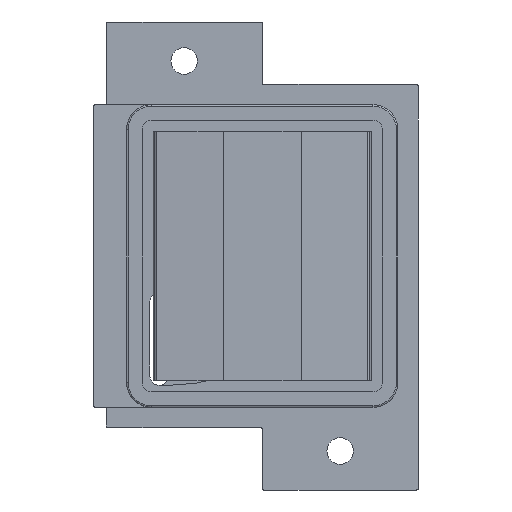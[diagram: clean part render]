
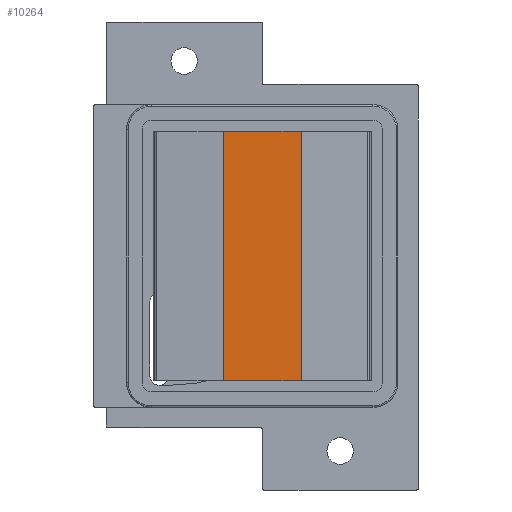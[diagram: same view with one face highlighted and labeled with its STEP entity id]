
A CAD part, front view. The second image highlights one B-rep face of the part: STEP entity #10264.
In plain terms, the highlighted planar face has unit normal (0, -1, 0).
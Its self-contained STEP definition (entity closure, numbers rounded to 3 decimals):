
#1160 = EDGE_LOOP ( 'NONE', ( #22532, #21980, #6856, #21372 ) ) ;
#1319 = LINE ( 'NONE', #4408, #20786 ) ;
#2367 = CARTESIAN_POINT ( 'NONE',  ( -12.5, -100., -40. ) ) ;
#4408 = CARTESIAN_POINT ( 'NONE',  ( 12.5, -100., 40. ) ) ;
#5545 = DIRECTION ( 'NONE',  ( 1., 0., 0. ) ) ;
#5767 = LINE ( 'NONE', #14863, #15145 ) ;
#6510 = CARTESIAN_POINT ( 'NONE',  ( 12.5, -100., 40. ) ) ;
#6856 = ORIENTED_EDGE ( 'NONE', *, *, #21592, .F. ) ;
#7339 = EDGE_CURVE ( 'NONE', #8461, #14023, #7494, .T. ) ;
#7494 = LINE ( 'NONE', #20451, #22356 ) ;
#8461 = VERTEX_POINT ( 'NONE', #2367 ) ;
#9641 = DIRECTION ( 'NONE',  ( 0., 0., -1. ) ) ;
#10166 = VERTEX_POINT ( 'NONE', #14130 ) ;
#10264 = ADVANCED_FACE ( 'NONE', ( #20018 ), #12413, .F. ) ;
#11323 = EDGE_CURVE ( 'NONE', #18507, #14023, #5767, .T. ) ;
#11614 = LINE ( 'NONE', #15459, #14656 ) ;
#12413 = PLANE ( 'NONE',  #18200 ) ;
#14023 = VERTEX_POINT ( 'NONE', #15758 ) ;
#14130 = CARTESIAN_POINT ( 'NONE',  ( -12.5, -100., 40. ) ) ;
#14656 = VECTOR ( 'NONE', #9641, 1000. ) ;
#14863 = CARTESIAN_POINT ( 'NONE',  ( 12.5, -100., 40. ) ) ;
#15145 = VECTOR ( 'NONE', #21493, 1000. ) ;
#15459 = CARTESIAN_POINT ( 'NONE',  ( -12.5, -100., 40. ) ) ;
#15758 = CARTESIAN_POINT ( 'NONE',  ( 12.5, -100., -40. ) ) ;
#17991 = DIRECTION ( 'NONE',  ( 1., 0., 0. ) ) ;
#18200 = AXIS2_PLACEMENT_3D ( 'NONE', #6510, #18377, #22009 ) ;
#18377 = DIRECTION ( 'NONE',  ( 0., 1., 0. ) ) ;
#18507 = VERTEX_POINT ( 'NONE', #24497 ) ;
#20018 = FACE_OUTER_BOUND ( 'NONE', #1160, .T. ) ;
#20451 = CARTESIAN_POINT ( 'NONE',  ( 12.5, -100., -40. ) ) ;
#20786 = VECTOR ( 'NONE', #17991, 1000. ) ;
#21372 = ORIENTED_EDGE ( 'NONE', *, *, #24955, .T. ) ;
#21493 = DIRECTION ( 'NONE',  ( 0., 0., -1. ) ) ;
#21592 = EDGE_CURVE ( 'NONE', #10166, #18507, #1319, .T. ) ;
#21980 = ORIENTED_EDGE ( 'NONE', *, *, #11323, .F. ) ;
#22009 = DIRECTION ( 'NONE',  ( 0., 0., 1. ) ) ;
#22356 = VECTOR ( 'NONE', #5545, 1000. ) ;
#22532 = ORIENTED_EDGE ( 'NONE', *, *, #7339, .T. ) ;
#24497 = CARTESIAN_POINT ( 'NONE',  ( 12.5, -100., 40. ) ) ;
#24955 = EDGE_CURVE ( 'NONE', #10166, #8461, #11614, .T. ) ;
